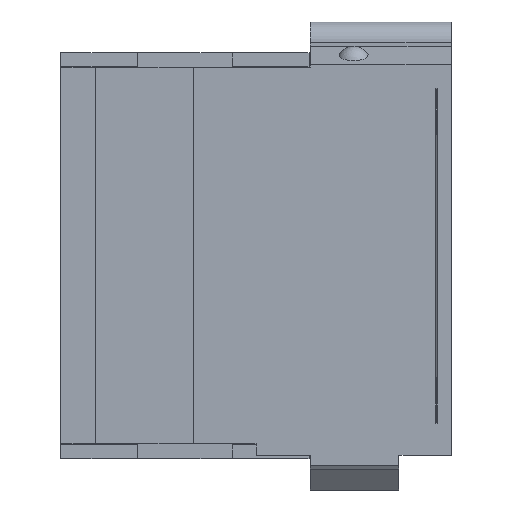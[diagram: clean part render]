
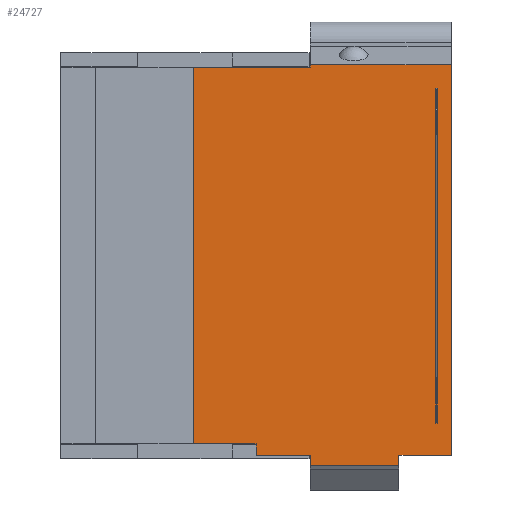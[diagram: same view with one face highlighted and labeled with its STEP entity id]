
A CAD part, front view. The second image highlights one B-rep face of the part: STEP entity #24727.
In plain terms, the highlighted planar face has unit normal (0, -1, 0).
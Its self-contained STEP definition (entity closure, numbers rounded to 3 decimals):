
#1903=DIRECTION('',(1.,0.,0.));
#1904=VECTOR('',#1903,8.4);
#1905=CARTESIAN_POINT('',(-4.5,0.,13.5));
#1906=LINE('',#1905,#1904);
#1927=DIRECTION('',(0.,0.,-1.));
#1928=VECTOR('',#1927,27.);
#1929=CARTESIAN_POINT('',(-4.5,0.,13.5));
#1930=LINE('',#1929,#1928);
#1931=DIRECTION('',(1.,0.,0.));
#1932=VECTOR('',#1931,10.1);
#1933=CARTESIAN_POINT('',(3.9,0.,13.7));
#1934=LINE('',#1933,#1932);
#1935=DIRECTION('',(0.,0.,-1.));
#1936=VECTOR('',#1935,28.);
#1937=CARTESIAN_POINT('',(14.,0.,13.7));
#1938=LINE('',#1937,#1936);
#1939=DIRECTION('',(-1.,0.,0.));
#1940=VECTOR('',#1939,3.75);
#1941=CARTESIAN_POINT('',(14.,0.,-14.3));
#1942=LINE('',#1941,#1940);
#1943=DIRECTION('',(0.,0.,1.));
#1944=VECTOR('',#1943,0.732);
#1945=CARTESIAN_POINT('',(10.25,0.,-15.032));
#1946=LINE('',#1945,#1944);
#1947=DIRECTION('',(-1.,0.,0.));
#1948=VECTOR('',#1947,6.35);
#1949=CARTESIAN_POINT('',(10.25,0.,-15.032));
#1950=LINE('',#1949,#1948);
#1951=DIRECTION('',(0.,0.,1.));
#1952=VECTOR('',#1951,0.732);
#1953=CARTESIAN_POINT('',(3.9,0.,-15.032));
#1954=LINE('',#1953,#1952);
#1955=DIRECTION('',(1.,0.,0.));
#1956=VECTOR('',#1955,3.9);
#1957=CARTESIAN_POINT('',(0.,0.,-14.3));
#1958=LINE('',#1957,#1956);
#1959=DIRECTION('',(-1.,0.,0.));
#1960=VECTOR('',#1959,4.5);
#1961=CARTESIAN_POINT('',(0.,0.,-13.5));
#1962=LINE('',#1961,#1960);
#1963=DIRECTION('',(0.,0.,1.));
#1964=VECTOR('',#1963,24.);
#1965=CARTESIAN_POINT('',(12.9,0.,-12.));
#1966=LINE('',#1965,#1964);
#1967=DIRECTION('',(0.,0.,1.));
#1968=VECTOR('',#1967,24.);
#1969=CARTESIAN_POINT('',(13.,0.,-12.));
#1970=LINE('',#1969,#1968);
#2013=DIRECTION('',(0.,0.,-1.));
#2014=VECTOR('',#2013,0.2);
#2015=CARTESIAN_POINT('',(3.9,0.,13.7));
#2016=LINE('',#2015,#2014);
#2261=DIRECTION('',(0.,0.,1.));
#2262=VECTOR('',#2261,0.8);
#2263=CARTESIAN_POINT('',(0.,0.,-14.3));
#2264=LINE('',#2263,#2262);
#3449=DIRECTION('',(1.,0.,0.));
#3450=VECTOR('',#3449,0.1);
#3451=CARTESIAN_POINT('',(12.9,0.,12.));
#3452=LINE('',#3451,#3450);
#3629=DIRECTION('',(-1.,0.,0.));
#3630=VECTOR('',#3629,0.1);
#3631=CARTESIAN_POINT('',(13.,0.,-12.));
#3632=LINE('',#3631,#3630);
#18232=CARTESIAN_POINT('',(3.9,0.,13.7));
#18233=VERTEX_POINT('',#18232);
#18268=CARTESIAN_POINT('',(14.,0.,13.7));
#18269=VERTEX_POINT('',#18268);
#18274=CARTESIAN_POINT('',(3.9,0.,13.5));
#18275=VERTEX_POINT('',#18274);
#18276=CARTESIAN_POINT('',(0.,0.,-13.5));
#18278=VERTEX_POINT('',#18276);
#18282=CARTESIAN_POINT('',(0.,0.,-14.3));
#18283=CARTESIAN_POINT('',(3.9,0.,-14.3));
#18284=VERTEX_POINT('',#18282);
#18285=VERTEX_POINT('',#18283);
#18286=CARTESIAN_POINT('',(3.9,0.,-15.032));
#18287=VERTEX_POINT('',#18286);
#18288=CARTESIAN_POINT('',(10.25,0.,-15.032));
#18289=CARTESIAN_POINT('',(10.25,0.,-14.3));
#18290=VERTEX_POINT('',#18288);
#18291=VERTEX_POINT('',#18289);
#18292=CARTESIAN_POINT('',(14.,0.,-14.3));
#18293=VERTEX_POINT('',#18292);
#18451=CARTESIAN_POINT('',(13.,0.,-12.));
#18452=CARTESIAN_POINT('',(13.,0.,12.));
#18453=VERTEX_POINT('',#18451);
#18454=VERTEX_POINT('',#18452);
#18779=CARTESIAN_POINT('',(-4.5,0.,-13.5));
#18781=VERTEX_POINT('',#18779);
#18787=CARTESIAN_POINT('',(-4.5,0.,13.5));
#18789=VERTEX_POINT('',#18787);
#21119=CARTESIAN_POINT('',(12.9,0.,-12.));
#21121=VERTEX_POINT('',#21119);
#21123=CARTESIAN_POINT('',(12.9,0.,12.));
#21125=VERTEX_POINT('',#21123);
#24688=CARTESIAN_POINT('',(-14.,0.,-13.5));
#24689=DIRECTION('',(0.,-1.,0.));
#24690=DIRECTION('',(1.,0.,0.));
#24691=AXIS2_PLACEMENT_3D('',#24688,#24689,#24690);
#24692=PLANE('',#24691);
#24693=ORIENTED_EDGE('',*,*,#24681,.F.);
#24694=ORIENTED_EDGE('',*,*,#24637,.T.);
#24696=ORIENTED_EDGE('',*,*,#24695,.F.);
#24698=ORIENTED_EDGE('',*,*,#24697,.T.);
#24700=ORIENTED_EDGE('',*,*,#24699,.T.);
#24702=ORIENTED_EDGE('',*,*,#24701,.T.);
#24704=ORIENTED_EDGE('',*,*,#24703,.F.);
#24706=ORIENTED_EDGE('',*,*,#24705,.T.);
#24708=ORIENTED_EDGE('',*,*,#24707,.T.);
#24710=ORIENTED_EDGE('',*,*,#24709,.F.);
#24712=ORIENTED_EDGE('',*,*,#24711,.T.);
#24714=ORIENTED_EDGE('',*,*,#24713,.T.);
#24715=EDGE_LOOP('',(#24693,#24694,#24696,#24698,#24700,#24702,#24704,#24706,
#24708,#24710,#24712,#24714));
#24716=FACE_OUTER_BOUND('',#24715,.F.);
#24718=ORIENTED_EDGE('',*,*,#24717,.F.);
#24720=ORIENTED_EDGE('',*,*,#24719,.F.);
#24722=ORIENTED_EDGE('',*,*,#24721,.F.);
#24724=ORIENTED_EDGE('',*,*,#24723,.T.);
#24725=EDGE_LOOP('',(#24718,#24720,#24722,#24724));
#24726=FACE_BOUND('',#24725,.F.);
#24727=ADVANCED_FACE('',(#24716,#24726),#24692,.T.);
#24637=EDGE_CURVE('',#18789,#18275,#1906,.T.);
#24681=EDGE_CURVE('',#18789,#18781,#1930,.T.);
#24695=EDGE_CURVE('',#18233,#18275,#2016,.T.);
#24697=EDGE_CURVE('',#18233,#18269,#1934,.T.);
#24699=EDGE_CURVE('',#18269,#18293,#1938,.T.);
#24701=EDGE_CURVE('',#18293,#18291,#1942,.T.);
#24703=EDGE_CURVE('',#18290,#18291,#1946,.T.);
#24705=EDGE_CURVE('',#18290,#18287,#1950,.T.);
#24707=EDGE_CURVE('',#18287,#18285,#1954,.T.);
#24709=EDGE_CURVE('',#18284,#18285,#1958,.T.);
#24711=EDGE_CURVE('',#18284,#18278,#2264,.T.);
#24713=EDGE_CURVE('',#18278,#18781,#1962,.T.);
#24717=EDGE_CURVE('',#21125,#18454,#3452,.T.);
#24719=EDGE_CURVE('',#21121,#21125,#1966,.T.);
#24721=EDGE_CURVE('',#18453,#21121,#3632,.T.);
#24723=EDGE_CURVE('',#18453,#18454,#1970,.T.);
